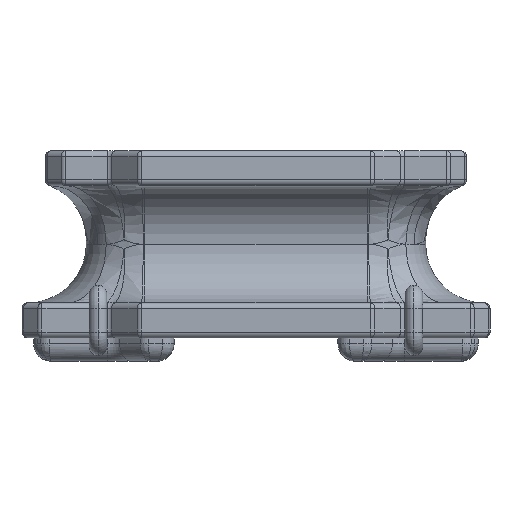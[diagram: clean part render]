
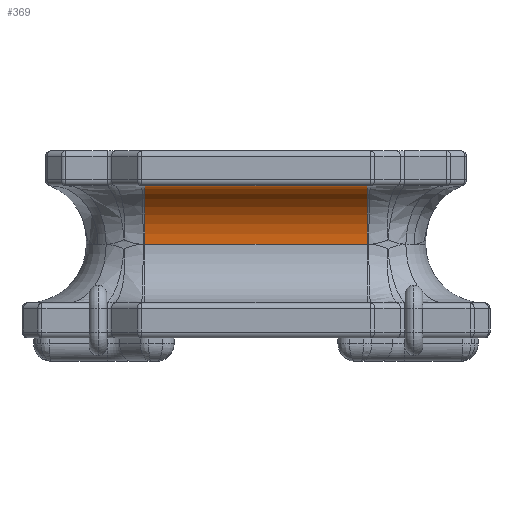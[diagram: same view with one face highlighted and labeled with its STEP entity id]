
A CAD part, left-side view. The second image highlights one B-rep face of the part: STEP entity #369.
In plain terms, the highlighted cylindrical face has radius 0.5 mm (diameter 1 mm), a partial arc.
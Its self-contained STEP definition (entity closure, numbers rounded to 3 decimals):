
#223 = EDGE_CURVE ( 'NONE', #5105, #6336, #9276, .T. ) ;
#369 = ADVANCED_FACE ( 'NONE', ( #4024 ), #14728, .F. ) ;
#1646 = VERTEX_POINT ( 'NONE', #4385 ) ;
#2629 = CARTESIAN_POINT ( 'NONE',  ( -1.45, 0.95, 1. ) ) ;
#3793 = DIRECTION ( 'NONE',  ( -1., 0., 0. ) ) ;
#3920 = AXIS2_PLACEMENT_3D ( 'NONE', #7101, #6909, #7979 ) ;
#3956 = DIRECTION ( 'NONE',  ( 0., 1., 0. ) ) ;
#4024 = FACE_OUTER_BOUND ( 'NONE', #7418, .T. ) ;
#4370 = DIRECTION ( 'NONE',  ( 0., 1., 0. ) ) ;
#4385 = CARTESIAN_POINT ( 'NONE',  ( -1.95, -0.95, 1.5 ) ) ;
#4421 = DIRECTION ( 'NONE',  ( 0., 1., 0. ) ) ;
#4474 = CARTESIAN_POINT ( 'NONE',  ( -1.95, 0.95, 1. ) ) ;
#4618 = VERTEX_POINT ( 'NONE', #12219 ) ;
#4759 = ORIENTED_EDGE ( 'NONE', *, *, #223, .T. ) ;
#5105 = VERTEX_POINT ( 'NONE', #11229 ) ;
#5689 = EDGE_CURVE ( 'NONE', #1646, #5105, #6417, .T. ) ;
#6068 = VECTOR ( 'NONE', #3956, 1000. ) ;
#6096 = AXIS2_PLACEMENT_3D ( 'NONE', #4474, #4421, #3793 ) ;
#6336 = VERTEX_POINT ( 'NONE', #2629 ) ;
#6417 = LINE ( 'NONE', #13360, #6068 ) ;
#6909 = DIRECTION ( 'NONE',  ( 0., -1., 0. ) ) ;
#7101 = CARTESIAN_POINT ( 'NONE',  ( -1.95, 0., 1. ) ) ;
#7418 = EDGE_LOOP ( 'NONE', ( #8292, #4759, #12386, #7591 ) ) ;
#7591 = ORIENTED_EDGE ( 'NONE', *, *, #9950, .F. ) ;
#7840 = AXIS2_PLACEMENT_3D ( 'NONE', #11492, #4370, #12660 ) ;
#7979 = DIRECTION ( 'NONE',  ( 1., 0., 0. ) ) ;
#8292 = ORIENTED_EDGE ( 'NONE', *, *, #5689, .T. ) ;
#8778 = CIRCLE ( 'NONE', #7840, 0.5 ) ;
#9276 = CIRCLE ( 'NONE', #6096, 0.5 ) ;
#9916 = VECTOR ( 'NONE', #11249, 1000. ) ;
#9950 = EDGE_CURVE ( 'NONE', #1646, #4618, #8778, .T. ) ;
#10065 = CARTESIAN_POINT ( 'NONE',  ( -1.45, -0.95, 1. ) ) ;
#11229 = CARTESIAN_POINT ( 'NONE',  ( -1.95, 0.95, 1.5 ) ) ;
#11249 = DIRECTION ( 'NONE',  ( 0., 1., 0. ) ) ;
#11492 = CARTESIAN_POINT ( 'NONE',  ( -1.95, -0.95, 1. ) ) ;
#12219 = CARTESIAN_POINT ( 'NONE',  ( -1.45, -0.95, 1. ) ) ;
#12386 = ORIENTED_EDGE ( 'NONE', *, *, #12597, .F. ) ;
#12597 = EDGE_CURVE ( 'NONE', #4618, #6336, #13052, .T. ) ;
#12660 = DIRECTION ( 'NONE',  ( 0., 0., 1. ) ) ;
#13052 = LINE ( 'NONE', #10065, #9916 ) ;
#13360 = CARTESIAN_POINT ( 'NONE',  ( -1.95, 1., 1.5 ) ) ;
#14728 = CYLINDRICAL_SURFACE ( 'NONE', #3920, 0.5 ) ;
